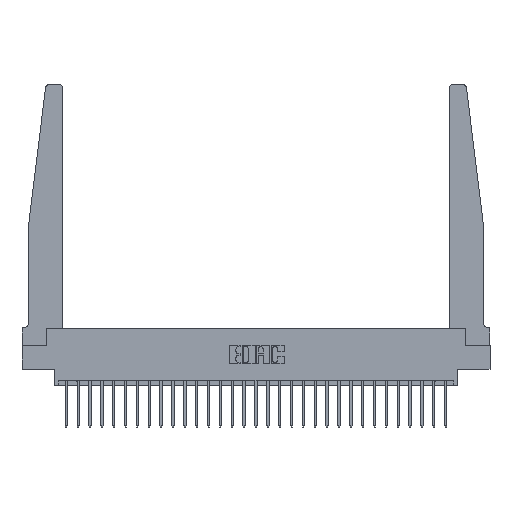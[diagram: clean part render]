
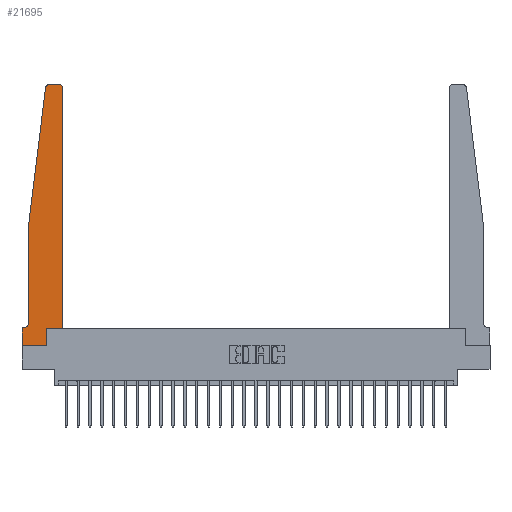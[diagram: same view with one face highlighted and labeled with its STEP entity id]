
A CAD part, top view. The second image highlights one B-rep face of the part: STEP entity #21695.
In plain terms, the highlighted planar face has unit normal (0, 0, 1).
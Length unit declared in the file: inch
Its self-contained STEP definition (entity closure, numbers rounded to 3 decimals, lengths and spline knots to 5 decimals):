
#36 = EDGE_CURVE ( 'NONE', #8320, #15630, #11502, .T. ) ;
#244 = VECTOR ( 'NONE', #25821, 39.37008 ) ;
#759 = EDGE_CURVE ( 'NONE', #20568, #25563, #19490, .T. ) ;
#980 = CIRCLE ( 'NONE', #2572, 0.05 ) ;
#1326 = VECTOR ( 'NONE', #22628, 39.37008 ) ;
#1335 = CARTESIAN_POINT ( 'NONE',  ( 0.015, 0.2375, 0.37 ) ) ;
#1597 = CIRCLE ( 'NONE', #27096, 0.03 ) ;
#1653 = DIRECTION ( 'NONE',  ( 0., 0., 1. ) ) ;
#2572 = AXIS2_PLACEMENT_3D ( 'NONE', #1335, #16351, #3524 ) ;
#2769 = EDGE_CURVE ( 'NONE', #15630, #13703, #980, .T. ) ;
#2773 = VERTEX_POINT ( 'NONE', #26936 ) ;
#2848 = FACE_OUTER_BOUND ( 'NONE', #17451, .T. ) ;
#3524 = DIRECTION ( 'NONE',  ( -1., 0., 0. ) ) ;
#4225 = EDGE_CURVE ( 'NONE', #4950, #5773, #1597, .T. ) ;
#4446 = CARTESIAN_POINT ( 'NONE',  ( 0.2605, 0.18, 0.37 ) ) ;
#4504 = CARTESIAN_POINT ( 'NONE',  ( 0.015, 0.1875, 0.37 ) ) ;
#4795 = VECTOR ( 'NONE', #23735, 39.37008 ) ;
#4950 = VERTEX_POINT ( 'NONE', #6000 ) ;
#5773 = VERTEX_POINT ( 'NONE', #20034 ) ;
#5844 = CARTESIAN_POINT ( 'NONE',  ( 0., 0., 0.37 ) ) ;
#6000 = CARTESIAN_POINT ( 'NONE',  ( 0.27653, 2.75, 0.37 ) ) ;
#6045 = LINE ( 'NONE', #4446, #244 ) ;
#6210 = CARTESIAN_POINT ( 'NONE',  ( 0.2605, 0.18, 0.37 ) ) ;
#6509 = DIRECTION ( 'NONE',  ( 0., -1., 0. ) ) ;
#7220 = CARTESIAN_POINT ( 'NONE',  ( 0.065, 0.2375, 0.37 ) ) ;
#8094 = CARTESIAN_POINT ( 'NONE',  ( 0., 0.1875, 0.37 ) ) ;
#8227 = CARTESIAN_POINT ( 'NONE',  ( 0.425, 0.18, 0.37 ) ) ;
#8320 = VERTEX_POINT ( 'NONE', #19631 ) ;
#9085 = DIRECTION ( 'NONE',  ( 0., 1., 0. ) ) ;
#9605 = VERTEX_POINT ( 'NONE', #16119 ) ;
#9901 = LINE ( 'NONE', #5844, #14933 ) ;
#10603 = AXIS2_PLACEMENT_3D ( 'NONE', #11430, #26353, #13587 ) ;
#10855 = EDGE_CURVE ( 'NONE', #21767, #20568, #24143, .T. ) ;
#11093 = DIRECTION ( 'NONE',  ( -0.122, -0.992, 0. ) ) ;
#11391 = LINE ( 'NONE', #19726, #22137 ) ;
#11430 = CARTESIAN_POINT ( 'NONE',  ( 0.395, 2.72, 0.37 ) ) ;
#11502 = LINE ( 'NONE', #21459, #22234 ) ;
#11763 = EDGE_CURVE ( 'NONE', #16074, #23268, #24457, .T. ) ;
#11783 = VECTOR ( 'NONE', #9085, 39.37008 ) ;
#12019 = CARTESIAN_POINT ( 'NONE',  ( 0., 0., 0.37 ) ) ;
#12364 = PLANE ( 'NONE',  #18235 ) ;
#13587 = DIRECTION ( 'NONE',  ( 1., 0., 0. ) ) ;
#13624 = VECTOR ( 'NONE', #11093, 39.37008 ) ;
#13703 = VERTEX_POINT ( 'NONE', #4504 ) ;
#14290 = LINE ( 'NONE', #21784, #13624 ) ;
#14506 = DIRECTION ( 'NONE',  ( 0., -1., 0. ) ) ;
#14518 = DIRECTION ( 'NONE',  ( 1., 0., 0. ) ) ;
#14524 = CARTESIAN_POINT ( 'NONE',  ( 0.27653, 2.72, 0.37 ) ) ;
#14933 = VECTOR ( 'NONE', #25050, 39.37008 ) ;
#15528 = CARTESIAN_POINT ( 'NONE',  ( 0.425, 0.18, 0.37 ) ) ;
#15630 = VERTEX_POINT ( 'NONE', #7220 ) ;
#15773 = ORIENTED_EDGE ( 'NONE', *, *, #26915, .T. ) ;
#15862 = ORIENTED_EDGE ( 'NONE', *, *, #2769, .T. ) ;
#15905 = ORIENTED_EDGE ( 'NONE', *, *, #22881, .T. ) ;
#16055 = ORIENTED_EDGE ( 'NONE', *, *, #21668, .T. ) ;
#16074 = VERTEX_POINT ( 'NONE', #25609 ) ;
#16119 = CARTESIAN_POINT ( 'NONE',  ( 0.2605, 0., 0.37 ) ) ;
#16257 = ORIENTED_EDGE ( 'NONE', *, *, #10855, .T. ) ;
#16351 = DIRECTION ( 'NONE',  ( 0., 0., -1. ) ) ;
#16430 = ORIENTED_EDGE ( 'NONE', *, *, #27588, .T. ) ;
#16656 = DIRECTION ( 'NONE',  ( 1., 0., 0. ) ) ;
#17451 = EDGE_LOOP ( 'NONE', ( #24093, #23989, #15773, #21975, #15862, #15905, #22112, #16055, #22227, #16257, #22368, #16430 ) ) ;
#17591 = DIRECTION ( 'NONE',  ( -1., 0., 0. ) ) ;
#17876 = EDGE_CURVE ( 'NONE', #2773, #4950, #11391, .T. ) ;
#18235 = AXIS2_PLACEMENT_3D ( 'NONE', #8094, #27226, #14518 ) ;
#18761 = VECTOR ( 'NONE', #14506, 39.37008 ) ;
#19490 = LINE ( 'NONE', #15528, #11783 ) ;
#19631 = CARTESIAN_POINT ( 'NONE',  ( 0.065, 1.25, 0.37 ) ) ;
#19726 = CARTESIAN_POINT ( 'NONE',  ( 0.25, 2.75, 0.37 ) ) ;
#19829 = LINE ( 'NONE', #21612, #4795 ) ;
#20034 = CARTESIAN_POINT ( 'NONE',  ( 0.24675, 2.72367, 0.37 ) ) ;
#20568 = VERTEX_POINT ( 'NONE', #8227 ) ;
#20964 = CIRCLE ( 'NONE', #10603, 0.03 ) ;
#21275 = CARTESIAN_POINT ( 'NONE',  ( 0.425, 2.72, 0.37 ) ) ;
#21459 = CARTESIAN_POINT ( 'NONE',  ( 0.065, 1.25, 0.37 ) ) ;
#21612 = CARTESIAN_POINT ( 'NONE',  ( 0.065, 0.1875, 0.37 ) ) ;
#21668 = EDGE_CURVE ( 'NONE', #23268, #9605, #9901, .T. ) ;
#21695 = ADVANCED_FACE ( 'NONE', ( #2848 ), #12364, .T. ) ;
#21767 = VERTEX_POINT ( 'NONE', #6210 ) ;
#21784 = CARTESIAN_POINT ( 'NONE',  ( 0.065, 1.25, 0.37 ) ) ;
#21975 = ORIENTED_EDGE ( 'NONE', *, *, #36, .T. ) ;
#22112 = ORIENTED_EDGE ( 'NONE', *, *, #11763, .T. ) ;
#22137 = VECTOR ( 'NONE', #17591, 39.37008 ) ;
#22227 = ORIENTED_EDGE ( 'NONE', *, *, #25167, .T. ) ;
#22234 = VECTOR ( 'NONE', #6509, 39.37008 ) ;
#22368 = ORIENTED_EDGE ( 'NONE', *, *, #759, .T. ) ;
#22628 = DIRECTION ( 'NONE',  ( 1., 0., 0. ) ) ;
#22881 = EDGE_CURVE ( 'NONE', #13703, #16074, #19829, .T. ) ;
#23268 = VERTEX_POINT ( 'NONE', #12019 ) ;
#23735 = DIRECTION ( 'NONE',  ( -1., 0., 0. ) ) ;
#23989 = ORIENTED_EDGE ( 'NONE', *, *, #4225, .T. ) ;
#24093 = ORIENTED_EDGE ( 'NONE', *, *, #17876, .T. ) ;
#24143 = LINE ( 'NONE', #24744, #1326 ) ;
#24457 = LINE ( 'NONE', #27214, #18761 ) ;
#24744 = CARTESIAN_POINT ( 'NONE',  ( 0.425, 0.18, 0.37 ) ) ;
#25050 = DIRECTION ( 'NONE',  ( 1., 0., 0. ) ) ;
#25167 = EDGE_CURVE ( 'NONE', #9605, #21767, #6045, .T. ) ;
#25563 = VERTEX_POINT ( 'NONE', #21275 ) ;
#25609 = CARTESIAN_POINT ( 'NONE',  ( 0., 0.1875, 0.37 ) ) ;
#25821 = DIRECTION ( 'NONE',  ( 0., 1., 0. ) ) ;
#26353 = DIRECTION ( 'NONE',  ( 0., 0., 1. ) ) ;
#26915 = EDGE_CURVE ( 'NONE', #5773, #8320, #14290, .T. ) ;
#26936 = CARTESIAN_POINT ( 'NONE',  ( 0.395, 2.75, 0.37 ) ) ;
#27096 = AXIS2_PLACEMENT_3D ( 'NONE', #14524, #1653, #16656 ) ;
#27214 = CARTESIAN_POINT ( 'NONE',  ( 0., 0., 0.37 ) ) ;
#27226 = DIRECTION ( 'NONE',  ( 0., 0., 1. ) ) ;
#27588 = EDGE_CURVE ( 'NONE', #25563, #2773, #20964, .T. ) ;
